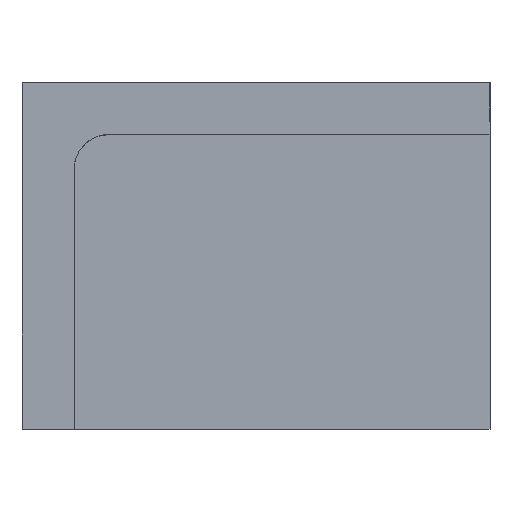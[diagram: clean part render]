
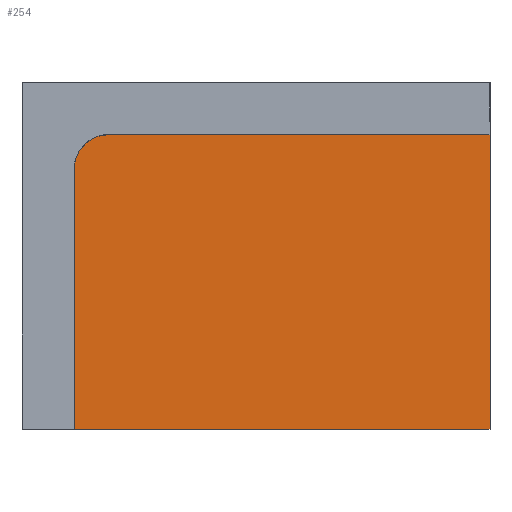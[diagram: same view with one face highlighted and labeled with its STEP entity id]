
A CAD part, top view. The second image highlights one B-rep face of the part: STEP entity #254.
In plain terms, the highlighted planar face has unit normal (0, 0, 1).
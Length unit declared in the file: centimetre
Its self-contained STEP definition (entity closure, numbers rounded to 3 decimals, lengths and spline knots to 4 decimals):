
#143=VERTEX_POINT('',#794);
#144=VERTEX_POINT('',#795);
#147=VERTEX_POINT('',#803);
#148=VERTEX_POINT('',#805);
#149=VERTEX_POINT('',#807);
#159=CIRCLE('',#587,0.01);
#161=EDGE_CURVE('',#143,#144,#159,.T.);
#165=EDGE_CURVE('',#144,#147,#423,.T.);
#166=EDGE_CURVE('',#148,#147,#424,.T.);
#167=EDGE_CURVE('',#149,#148,#425,.T.);
#168=EDGE_CURVE('',#149,#143,#426,.T.);
#189=ORIENTED_EDGE('',*,*,#161,.T.);
#190=ORIENTED_EDGE('',*,*,#165,.T.);
#191=ORIENTED_EDGE('',*,*,#166,.F.);
#192=ORIENTED_EDGE('',*,*,#167,.F.);
#193=ORIENTED_EDGE('',*,*,#168,.T.);
#234=EDGE_LOOP('',(#189,#190,#191,#192,#193));
#244=FACE_BOUND('',#234,.T.);
#254=ADVANCED_FACE('',(#244),#662,.T.);
#423=LINE('',#802,#638);
#424=LINE('',#804,#639);
#425=LINE('',#806,#640);
#426=LINE('',#808,#641);
#587=AXIS2_PLACEMENT_3D('',#793,#889,#890);
#589=AXIS2_PLACEMENT_3D('',#801,#895,$);
#638=VECTOR('',#896,1.);
#639=VECTOR('',#897,1.);
#640=VECTOR('',#898,1.);
#641=VECTOR('',#899,1.);
#662=PLANE('',#589);
#793=CARTESIAN_POINT('',(-0.11,0.075,0.001));
#794=CARTESIAN_POINT('',(-0.11,0.085,0.001));
#795=CARTESIAN_POINT('',(-0.12,0.075,0.001));
#801=CARTESIAN_POINT('',(-0.0675,0.05,0.001));
#802=CARTESIAN_POINT('',(-0.12,0.0462,0.001));
#803=CARTESIAN_POINT('',(-0.12,0.,0.001));
#804=CARTESIAN_POINT('',(-0.135,0.,0.001));
#805=CARTESIAN_POINT('',(0.,0.,0.001));
#806=CARTESIAN_POINT('',(0.,0.,0.001));
#807=CARTESIAN_POINT('',(0.,0.085,0.001));
#808=CARTESIAN_POINT('',(-0.0637,0.085,0.001));
#889=DIRECTION('',(0.,0.,1.));
#890=DIRECTION('',(-0.007,0.007,0.));
#895=DIRECTION('',(0.,0.,1.));
#896=DIRECTION('',(0.,-1.,0.));
#897=DIRECTION('',(-1.,0.,0.));
#898=DIRECTION('',(0.,-1.,0.));
#899=DIRECTION('',(-1.,0.,0.));
